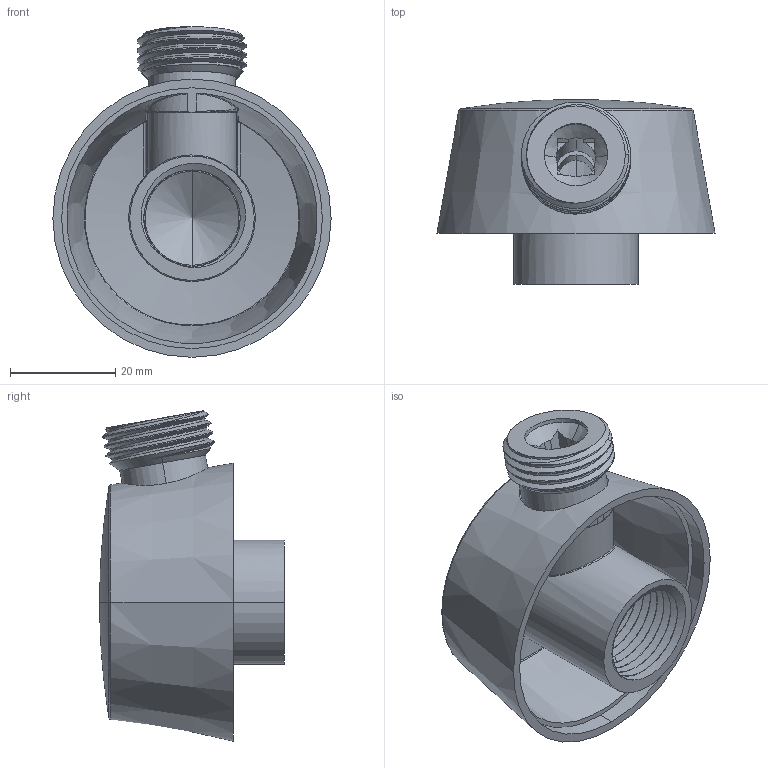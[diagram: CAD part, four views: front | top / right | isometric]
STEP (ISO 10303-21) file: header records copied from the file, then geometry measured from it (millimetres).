
FILE_DESCRIPTION((''),'2;1');
FILE_NAME('285_WEB','2010-11-08T',('ramkumar'),(''),'PRO/ENGINEER BY PARAMETRIC TECHNOLOGY CORPORATION, 2009300','PRO/ENGINEER BY PARAMETRIC TECHNOLOGY CORPORATION, 2009300','');
FILE_SCHEMA(('CONFIG_CONTROL_DESIGN'));
Length unit declared in the file: inch
Products named in the file (1): 285_WEB
Bounding box: 52.83 x 35.05 x 62.79 mm (x, y, z)
Surface area: 16813.8 mm2 (no closed solid volume)
Topology: 0 solids, 2 shells, 147 faces, 384 edges, 245 vertices
Faces by surface type: cylinder 54, bspline 46, plane 28, cone 13, torus 6
Entity records: 11852 total; most frequent: CARTESIAN_POINT 8646, ORIENTED_EDGE 733, DIRECTION 516, EDGE_CURVE 382, VERTEX_POINT 245, AXIS2_PLACEMENT_3D 202, B_SPLINE_CURVE_WITH_KNOTS 169, EDGE_LOOP 157
